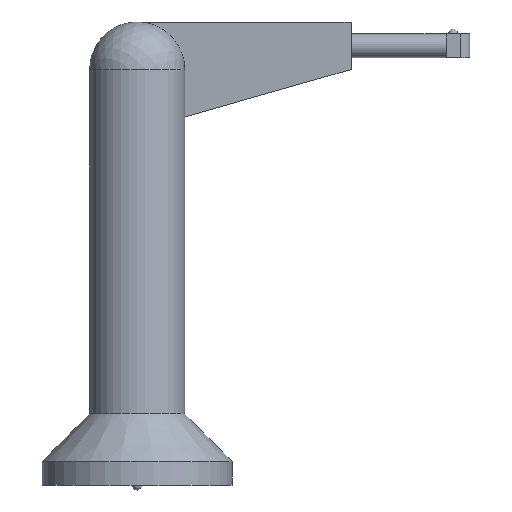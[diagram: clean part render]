
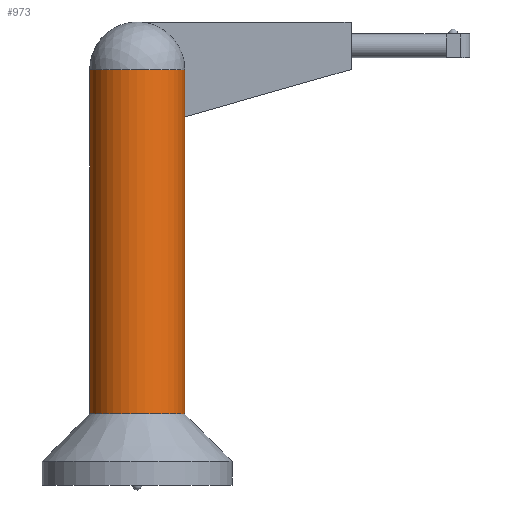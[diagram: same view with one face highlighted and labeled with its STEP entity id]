
A CAD part, front view. The second image highlights one B-rep face of the part: STEP entity #973.
In plain terms, the highlighted cylindrical face has radius 100 mm (diameter 200 mm), a full revolution.
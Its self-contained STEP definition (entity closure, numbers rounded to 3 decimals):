
#204=FACE_OUTER_BOUND('',#264,.T.);
#264=EDGE_LOOP('',(#748,#749,#750,#751,#752,#753,#754,#755));
#319=LINE('',#1665,#402);
#321=LINE('',#1669,#404);
#322=LINE('',#1680,#405);
#402=VECTOR('',#1329,10.);
#404=VECTOR('',#1331,10.);
#405=VECTOR('',#1348,100.);
#489=CIRCLE('',#1175,100.);
#490=CIRCLE('',#1177,100.);
#491=CIRCLE('',#1178,100.);
#492=CIRCLE('',#1180,100.);
#522=VERTEX_POINT('',#1663);
#523=VERTEX_POINT('',#1664);
#524=VERTEX_POINT('',#1666);
#525=VERTEX_POINT('',#1668);
#526=VERTEX_POINT('',#1674);
#527=VERTEX_POINT('',#1678);
#611=EDGE_CURVE('',#522,#523,#319,.T.);
#613=EDGE_CURVE('',#525,#524,#321,.T.);
#615=EDGE_CURVE('',#524,#522,#489,.T.);
#616=EDGE_CURVE('',#526,#525,#490,.T.);
#617=EDGE_CURVE('',#523,#526,#491,.T.);
#618=EDGE_CURVE('',#527,#527,#492,.T.);
#619=EDGE_CURVE('',#527,#526,#322,.T.);
#748=ORIENTED_EDGE('',*,*,#618,.F.);
#749=ORIENTED_EDGE('',*,*,#619,.T.);
#750=ORIENTED_EDGE('',*,*,#616,.T.);
#751=ORIENTED_EDGE('',*,*,#613,.T.);
#752=ORIENTED_EDGE('',*,*,#615,.T.);
#753=ORIENTED_EDGE('',*,*,#611,.T.);
#754=ORIENTED_EDGE('',*,*,#617,.T.);
#755=ORIENTED_EDGE('',*,*,#619,.F.);
#954=CYLINDRICAL_SURFACE('',#1179,100.);
#973=ADVANCED_FACE('',(#204),#954,.T.);
#1175=AXIS2_PLACEMENT_3D('',#1672,#1336,#1337);
#1177=AXIS2_PLACEMENT_3D('',#1675,#1340,#1341);
#1178=AXIS2_PLACEMENT_3D('',#1676,#1342,#1343);
#1179=AXIS2_PLACEMENT_3D('',#1677,#1344,#1345);
#1180=AXIS2_PLACEMENT_3D('',#1679,#1346,#1347);
#1329=DIRECTION('',(0.,0.,1.));
#1331=DIRECTION('',(0.,0.,-1.));
#1336=DIRECTION('center_axis',(0.,0.,-1.));
#1337=DIRECTION('ref_axis',(0.,1.,0.));
#1340=DIRECTION('center_axis',(0.,0.,-1.));
#1341=DIRECTION('ref_axis',(1.,0.,0.));
#1342=DIRECTION('center_axis',(0.,0.,-1.));
#1343=DIRECTION('ref_axis',(1.,0.,0.));
#1344=DIRECTION('center_axis',(0.,0.,-1.));
#1345=DIRECTION('ref_axis',(0.,1.,0.));
#1346=DIRECTION('center_axis',(0.,0.,-1.));
#1347=DIRECTION('ref_axis',(1.,0.,0.));
#1348=DIRECTION('',(0.,0.,1.));
#1663=CARTESIAN_POINT('',(100.,0.,600.));
#1664=CARTESIAN_POINT('',(100.,0.,875.));
#1665=CARTESIAN_POINT('',(100.,0.,512.5));
#1666=CARTESIAN_POINT('',(-100.,0.,600.));
#1668=CARTESIAN_POINT('',(-100.,0.,875.));
#1669=CARTESIAN_POINT('',(-100.,0.,512.5));
#1672=CARTESIAN_POINT('Origin',(0.,0.,600.));
#1674=CARTESIAN_POINT('',(0.,-100.,875.));
#1675=CARTESIAN_POINT('Origin',(0.,0.,875.));
#1676=CARTESIAN_POINT('Origin',(0.,0.,875.));
#1677=CARTESIAN_POINT('Origin',(0.,0.,512.5));
#1678=CARTESIAN_POINT('',(0.,-100.,150.));
#1679=CARTESIAN_POINT('Origin',(0.,0.,150.));
#1680=CARTESIAN_POINT('',(0.,-100.,512.5));
